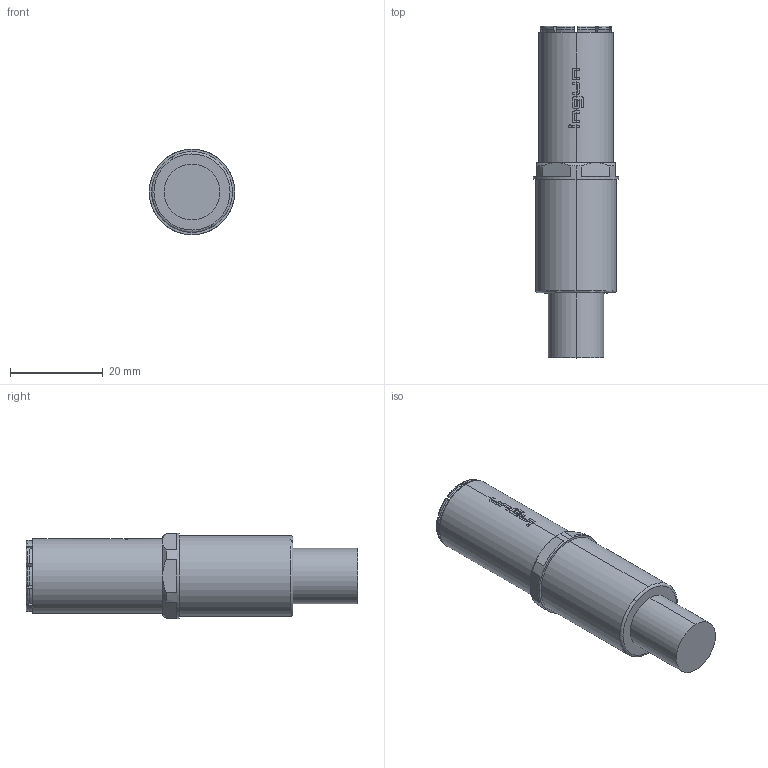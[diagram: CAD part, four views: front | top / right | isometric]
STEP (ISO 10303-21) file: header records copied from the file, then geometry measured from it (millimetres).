
FILE_DESCRIPTION (( 'STEP AP203' ), '1' );
FILE_NAME ('INGUN_HKR-672_1200_130_S_xxx04_M.STEP', '2021-12-06T11:04:38', ( 'ochi' ), ( '' ), 'SwSTEP 2.0', 'SolidWorks 2018', '' );
FILE_SCHEMA (( 'CONFIG_CONTROL_DESIGN' ));
Length unit declared in the file: millimetre
Products named in the file (1): INGUN_HKR-672_1200_130_S_xxx04_M
Bounding box: 18.4 x 71.5 x 18.4 mm (x, y, z)
Volume: 12305.4 mm3; surface area: 6425.1 mm2
Topology: 1 solids, 1 shells, 225 faces, 646 edges, 429 vertices
Faces by surface type: plane 99, bspline 72, cylinder 35, cone 19
Entity records: 8746 total; most frequent: CARTESIAN_POINT 3287, ORIENTED_EDGE 1292, DIRECTION 951, EDGE_CURVE 646, VERTEX_POINT 429, AXIS2_PLACEMENT_3D 375, EDGE_LOOP 231, ADVANCED_FACE 225
